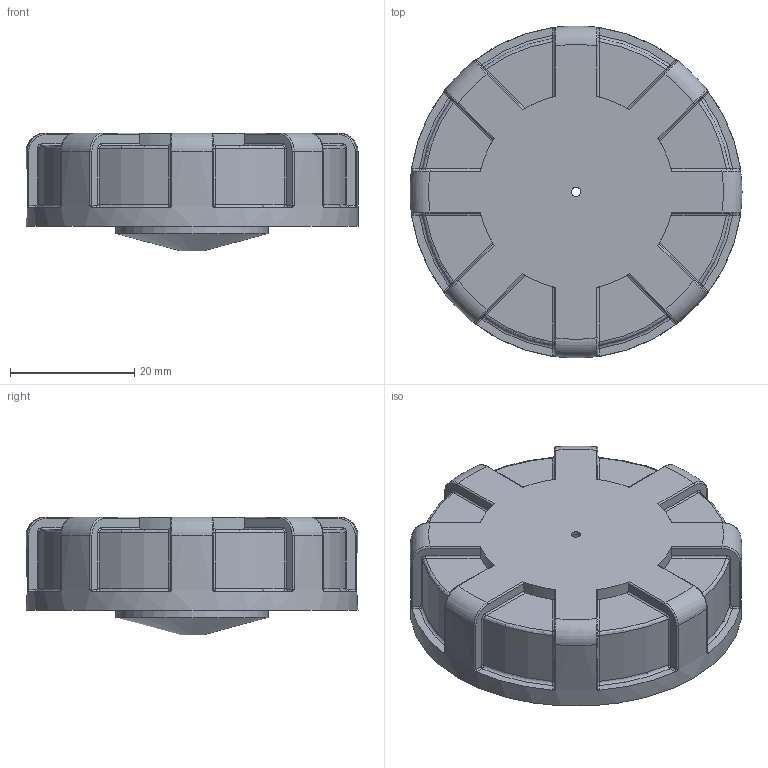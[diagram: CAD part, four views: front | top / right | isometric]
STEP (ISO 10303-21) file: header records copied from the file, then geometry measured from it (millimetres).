
FILE_DESCRIPTION( ( 'Unknown' ), '1' );
FILE_NAME( '6147015_TS41.stp', 'Unknown', ( 'Unknown' ), ( 'Unknown' ), 'PSStep 14.0', 'Unknown', ' ' );
FILE_SCHEMA( ( 'AUTOMOTIVE_DESIGN { 1 0 10303 214 1 1 1 1 }' ) );
Length unit declared in the file: millimetre
Products named in the file (1): 1
Bounding box: 53.5 x 53.5 x 19 mm (x, y, z)
Volume: 25448.5 mm3; surface area: 9242.2 mm2
Topology: 1 solids, 1 shells, 228 faces, 557 edges, 334 vertices
Faces by surface type: cylinder 101, bspline 48, torus 41, plane 37, cone 1
Full cylindrical faces by diameter (mm): 1.5 x1, 3.5 x1, 24.5 x1, 37.129 x1, 53.5 x1
Entity records: 17222 total; most frequent: CARTESIAN_POINT 10395, ORIENTED_EDGE 1094, DIRECTION 992, EDGE_CURVE 547, AXIS2_PLACEMENT_3D 408, VERTEX_POINT 331, EDGE_LOOP 240, FACE_OUTER_BOUND 234
